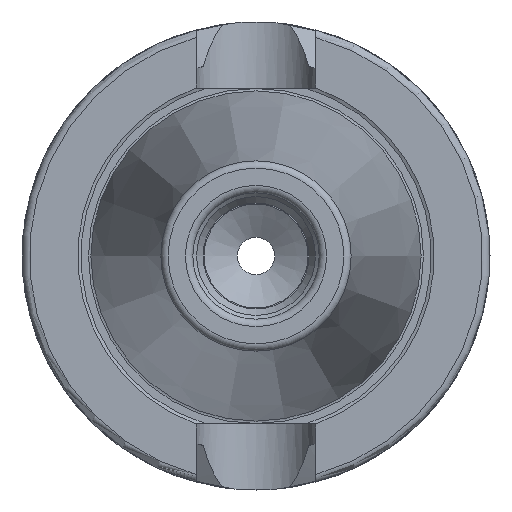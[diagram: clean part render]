
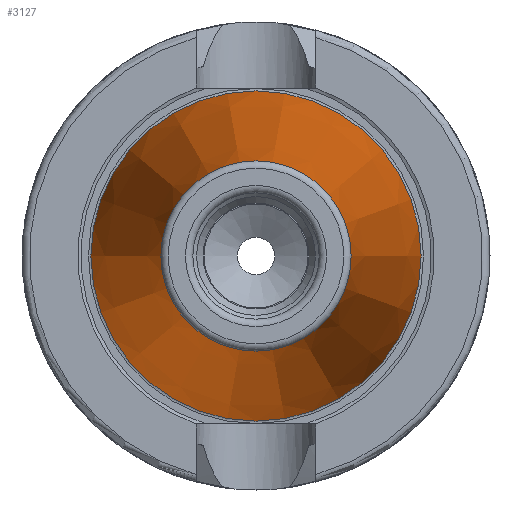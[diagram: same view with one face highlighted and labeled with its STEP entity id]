
A CAD part, left-side view. The second image highlights one B-rep face of the part: STEP entity #3127.
In plain terms, the highlighted conical face has half-angle 8.297 degrees and reference radius 17.519 mm.
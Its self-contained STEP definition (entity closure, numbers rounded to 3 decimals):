
#3093=CARTESIAN_POINT('',(-64.544,12.812,0.0));
#3094=VERTEX_POINT('',#3093);
#3095=CARTESIAN_POINT('',(-64.544,0.,0.0));
#3096=DIRECTION('',(1.0,0.0,0.0));
#3097=DIRECTION('',(0.0,1.0,0.0));
#3098=AXIS2_PLACEMENT_3D('',#3095,#3096,#3097);
#3099=CIRCLE('',#3098,12.812);
#3100=EDGE_CURVE('',#3094,#3094,#3099,.T.);
#3108=CARTESIAN_POINT('',(-32.272,0.,0.0));
#3109=DIRECTION('',(1.0,0.,0.0));
#3110=DIRECTION('',(0.0,1.0,0.0));
#3111=AXIS2_PLACEMENT_3D('',#3108,#3109,#3110);
#3112=CONICAL_SURFACE('',#3111,17.519,8.297);
#3113=CARTESIAN_POINT('',(0.,22.225,0.0));
#3114=VERTEX_POINT('',#3113);
#3115=CARTESIAN_POINT('',(0.,0.,0.0));
#3116=DIRECTION('',(1.0,0.0,0.0));
#3117=DIRECTION('',(0.0,1.0,0.0));
#3118=AXIS2_PLACEMENT_3D('',#3115,#3116,#3117);
#3119=CIRCLE('',#3118,22.225);
#3120=EDGE_CURVE('',#3114,#3114,#3119,.T.);
#3121=ORIENTED_EDGE('',*,*,#3120,.F.);
#3122=EDGE_LOOP('',(#3121));
#3123=FACE_OUTER_BOUND('',#3122,.T.);
#3124=ORIENTED_EDGE('',*,*,#3100,.T.);
#3125=EDGE_LOOP('',(#3124));
#3126=FACE_BOUND('',#3125,.T.);
#3127=ADVANCED_FACE('',(#3123,#3126),#3112,.T.);
